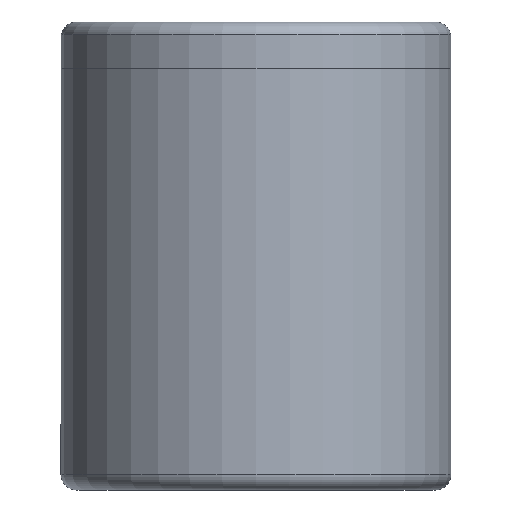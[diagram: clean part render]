
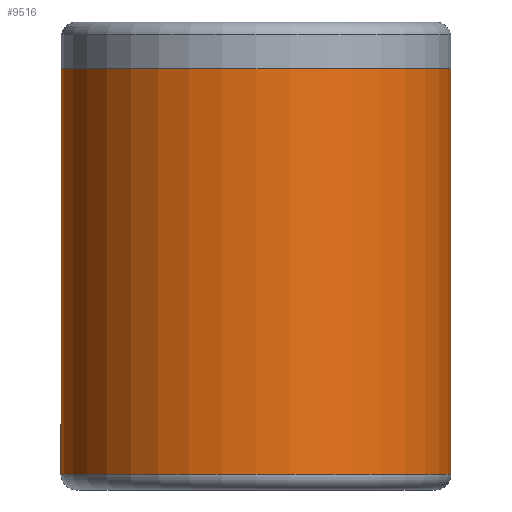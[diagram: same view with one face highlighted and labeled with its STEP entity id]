
A CAD part, front view. The second image highlights one B-rep face of the part: STEP entity #9516.
In plain terms, the highlighted cylindrical face has radius 12.5 mm (diameter 25 mm), a partial arc.
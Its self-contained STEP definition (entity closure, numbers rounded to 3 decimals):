
#457 = AXIS2_PLACEMENT_3D ( 'NONE', #723, #7977, #1831 ) ;
#723 = CARTESIAN_POINT ( 'NONE',  ( 0., 0., 1. ) ) ;
#826 = DIRECTION ( 'NONE',  ( 0., 0., -1. ) ) ;
#916 = AXIS2_PLACEMENT_3D ( 'NONE', #12710, #1700, #10769 ) ;
#1209 = EDGE_CURVE ( 'NONE', #1580, #12800, #5438, .T. ) ;
#1580 = VERTEX_POINT ( 'NONE', #12047 ) ;
#1700 = DIRECTION ( 'NONE',  ( 0., 0., -1. ) ) ;
#1831 = DIRECTION ( 'NONE',  ( 1., 0., 0. ) ) ;
#1858 = DIRECTION ( 'NONE',  ( 0., 0., -1. ) ) ;
#1957 = CARTESIAN_POINT ( 'NONE',  ( 12.5, 0., 30. ) ) ;
#2484 = VERTEX_POINT ( 'NONE', #7339 ) ;
#2768 = EDGE_LOOP ( 'NONE', ( #8083, #7890, #7619, #4628 ) ) ;
#4467 = VERTEX_POINT ( 'NONE', #7628 ) ;
#4628 = ORIENTED_EDGE ( 'NONE', *, *, #9132, .T. ) ;
#4743 = DIRECTION ( 'NONE',  ( 1., 0., 0. ) ) ;
#5437 = EDGE_CURVE ( 'NONE', #12800, #4467, #7958, .T. ) ;
#5438 = CIRCLE ( 'NONE', #5672, 12.5 ) ;
#5672 = AXIS2_PLACEMENT_3D ( 'NONE', #6807, #5822, #4743 ) ;
#5822 = DIRECTION ( 'NONE',  ( 0., 0., 1. ) ) ;
#6807 = CARTESIAN_POINT ( 'NONE',  ( 0., 0., 27. ) ) ;
#6835 = FACE_OUTER_BOUND ( 'NONE', #2768, .T. ) ;
#7339 = CARTESIAN_POINT ( 'NONE',  ( -12.5, 0., 1. ) ) ;
#7619 = ORIENTED_EDGE ( 'NONE', *, *, #12138, .T. ) ;
#7628 = CARTESIAN_POINT ( 'NONE',  ( 12.5, 0., 1. ) ) ;
#7890 = ORIENTED_EDGE ( 'NONE', *, *, #1209, .F. ) ;
#7945 = VECTOR ( 'NONE', #1858, 1000. ) ;
#7958 = LINE ( 'NONE', #1957, #7945 ) ;
#7977 = DIRECTION ( 'NONE',  ( 0., 0., 1. ) ) ;
#8066 = CARTESIAN_POINT ( 'NONE',  ( -12.5, 0., 30. ) ) ;
#8083 = ORIENTED_EDGE ( 'NONE', *, *, #5437, .F. ) ;
#9132 = EDGE_CURVE ( 'NONE', #2484, #4467, #9252, .T. ) ;
#9252 = CIRCLE ( 'NONE', #457, 12.5 ) ;
#9516 = ADVANCED_FACE ( 'NONE', ( #6835 ), #9682, .T. ) ;
#9682 = CYLINDRICAL_SURFACE ( 'NONE', #916, 12.5 ) ;
#10769 = DIRECTION ( 'NONE',  ( -1., 0., 0. ) ) ;
#10906 = LINE ( 'NONE', #8066, #11042 ) ;
#11042 = VECTOR ( 'NONE', #826, 1000. ) ;
#12047 = CARTESIAN_POINT ( 'NONE',  ( -12.5, 0., 27. ) ) ;
#12138 = EDGE_CURVE ( 'NONE', #1580, #2484, #10906, .T. ) ;
#12608 = CARTESIAN_POINT ( 'NONE',  ( 12.5, 0., 27. ) ) ;
#12710 = CARTESIAN_POINT ( 'NONE',  ( 0., 0., 30. ) ) ;
#12800 = VERTEX_POINT ( 'NONE', #12608 ) ;
